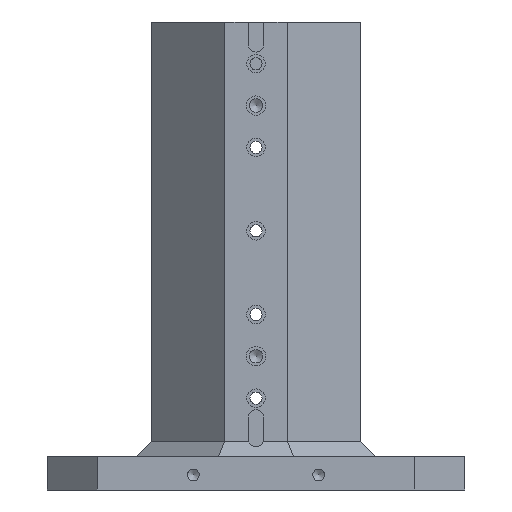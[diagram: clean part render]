
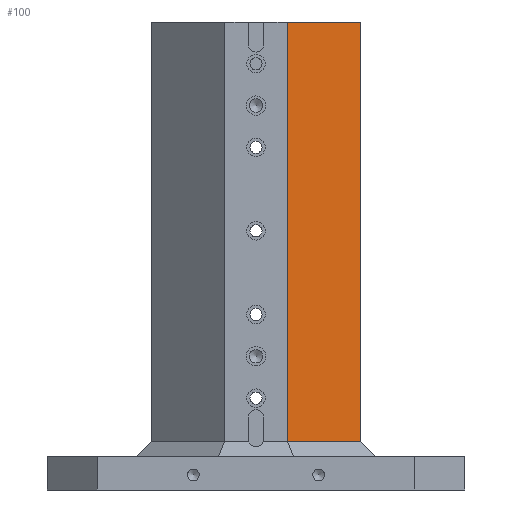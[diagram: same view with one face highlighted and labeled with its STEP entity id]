
A CAD part, front view. The second image highlights one B-rep face of the part: STEP entity #100.
In plain terms, the highlighted planar face has unit normal (0.707, -0.707, 0).
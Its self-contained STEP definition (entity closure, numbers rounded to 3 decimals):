
#100 = ADVANCED_FACE( '', ( #418 ), #419, .T. );
#418 = FACE_OUTER_BOUND( '', #1126, .T. );
#419 = PLANE( '', #1127 );
#1126 = EDGE_LOOP( '', ( #2030, #2031, #2032, #2033 ) );
#1127 = AXIS2_PLACEMENT_3D( '', #2034, #2035, #2036 );
#2030 = ORIENTED_EDGE( '', *, *, #3642, .T. );
#2031 = ORIENTED_EDGE( '', *, *, #3643, .T. );
#2032 = ORIENTED_EDGE( '', *, *, #3644, .F. );
#2033 = ORIENTED_EDGE( '', *, *, #3570, .T. );
#2034 = CARTESIAN_POINT( '', ( 125., -37.5, 560. ) );
#2035 = DIRECTION( '', ( 0.707, -0.707, 0. ) );
#2036 = DIRECTION( '', ( 0.707, 0.707, 0. ) );
#3570 = EDGE_CURVE( '', #4167, #4165, #4168, .T. );
#3642 = EDGE_CURVE( '', #4165, #4292, #4294, .T. );
#3643 = EDGE_CURVE( '', #4292, #4295, #4296, .T. );
#3644 = EDGE_CURVE( '', #4167, #4295, #4297, .T. );
#4165 = VERTEX_POINT( '', #5086 );
#4167 = VERTEX_POINT( '', #5089 );
#4168 = LINE( '', #5090, #5091 );
#4292 = VERTEX_POINT( '', #5245 );
#4294 = LINE( '', #5248, #5249 );
#4295 = VERTEX_POINT( '', #5250 );
#4296 = LINE( '', #5251, #5252 );
#4297 = LINE( '', #5253, #5254 );
#5086 = CARTESIAN_POINT( '', ( 37.5, -125., 560. ) );
#5089 = CARTESIAN_POINT( '', ( 125., -37.5, 560. ) );
#5090 = CARTESIAN_POINT( '', ( 125., -37.5, 560. ) );
#5091 = VECTOR( '', #6233, 1000. );
#5245 = CARTESIAN_POINT( '', ( 37.5, -125., 58. ) );
#5248 = CARTESIAN_POINT( '', ( 37.5, -125., 560. ) );
#5249 = VECTOR( '', #6385, 1000. );
#5250 = CARTESIAN_POINT( '', ( 125., -37.5, 58. ) );
#5251 = CARTESIAN_POINT( '', ( 125., -37.5, 58. ) );
#5252 = VECTOR( '', #6386, 1000. );
#5253 = CARTESIAN_POINT( '', ( 125., -37.5, 560. ) );
#5254 = VECTOR( '', #6387, 1000. );
#6233 = DIRECTION( '', ( -0.707, -0.707, 0. ) );
#6385 = DIRECTION( '', ( 0., 0., -1. ) );
#6386 = DIRECTION( '', ( 0.707, 0.707, 0. ) );
#6387 = DIRECTION( '', ( 0., 0., -1. ) );
